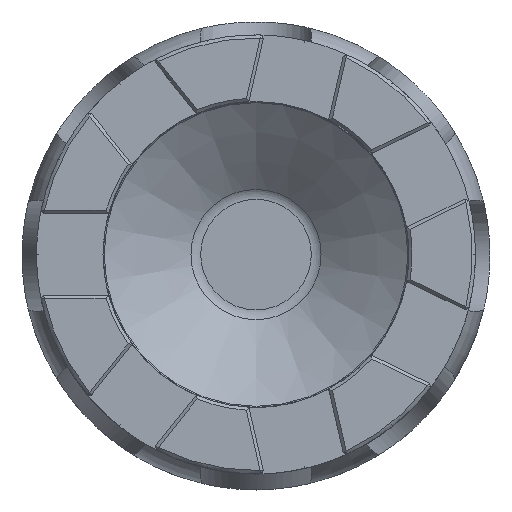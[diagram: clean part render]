
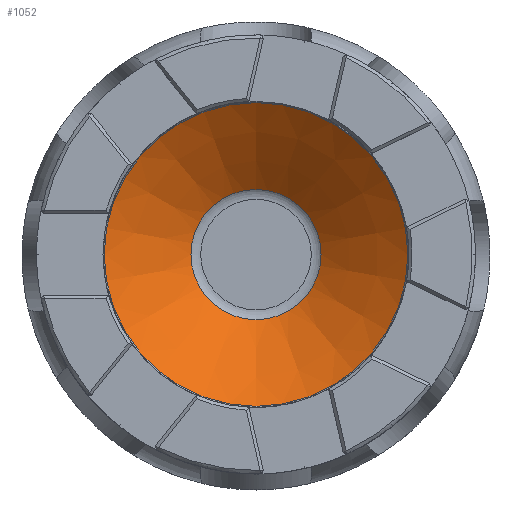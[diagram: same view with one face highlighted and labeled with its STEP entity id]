
A CAD part, top view. The second image highlights one B-rep face of the part: STEP entity #1052.
In plain terms, the highlighted conical face has half-angle 51.628 degrees and reference radius 8.623 mm.
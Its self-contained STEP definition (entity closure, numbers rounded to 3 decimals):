
#33 = TOROIDAL_SURFACE('',#34,12.09,0.254);
#34 = AXIS2_PLACEMENT_3D('',#35,#36,#37);
#35 = CARTESIAN_POINT('',(0.,0.,74.418));
#36 = DIRECTION('',(0.,0.,1.));
#37 = DIRECTION('',(1.,0.,-0.));
#58 = VERTEX_POINT('',#59);
#59 = CARTESIAN_POINT('',(-12.248,0.,
    74.219));
#81 = EDGE_CURVE('',#82,#58,#84,.T.);
#82 = VERTEX_POINT('',#83);
#83 = CARTESIAN_POINT('',(0.,-12.248,
    74.219));
#84 = SURFACE_CURVE('',#85,(#90,#97),.PCURVE_S1.);
#85 = CIRCLE('',#86,12.248);
#86 = AXIS2_PLACEMENT_3D('',#87,#88,#89);
#87 = CARTESIAN_POINT('',(0.,0.,
    74.219));
#88 = DIRECTION('',(0.,0.,-1.));
#89 = DIRECTION('',(0.,1.,0.));
#90 = PCURVE('',#33,#91);
#91 = DEFINITIONAL_REPRESENTATION('',(#92),#96);
#92 = LINE('',#93,#94);
#93 = CARTESIAN_POINT('',(1.571,5.382));
#94 = VECTOR('',#95,1.);
#95 = DIRECTION('',(-1.,0.));
#96 = ( GEOMETRIC_REPRESENTATION_CONTEXT(2) 
PARAMETRIC_REPRESENTATION_CONTEXT() REPRESENTATION_CONTEXT('2D SPACE',''
  ) );
#97 = PCURVE('',#98,#103);
#98 = CONICAL_SURFACE('',#99,8.623,0.901);
#99 = AXIS2_PLACEMENT_3D('',#100,#101,#102);
#100 = CARTESIAN_POINT('',(0.,0.,71.349));
#101 = DIRECTION('',(0.,0.,1.));
#102 = DIRECTION('',(0.,-1.,0.));
#103 = DEFINITIONAL_REPRESENTATION('',(#104),#108);
#104 = LINE('',#105,#106);
#105 = CARTESIAN_POINT('',(3.142,2.87));
#106 = VECTOR('',#107,1.);
#107 = DIRECTION('',(-1.,0.));
#108 = ( GEOMETRIC_REPRESENTATION_CONTEXT(2) 
PARAMETRIC_REPRESENTATION_CONTEXT() REPRESENTATION_CONTEXT('2D SPACE',''
  ) );
#110 = EDGE_CURVE('',#111,#82,#113,.T.);
#111 = VERTEX_POINT('',#112);
#112 = CARTESIAN_POINT('',(0.,12.248,
    74.219));
#113 = SURFACE_CURVE('',#114,(#119,#126),.PCURVE_S1.);
#114 = CIRCLE('',#115,12.248);
#115 = AXIS2_PLACEMENT_3D('',#116,#117,#118);
#116 = CARTESIAN_POINT('',(0.,0.,
    74.219));
#117 = DIRECTION('',(0.,0.,-1.));
#118 = DIRECTION('',(0.,1.,0.));
#119 = PCURVE('',#33,#120);
#120 = DEFINITIONAL_REPRESENTATION('',(#121),#125);
#121 = LINE('',#122,#123);
#122 = CARTESIAN_POINT('',(1.571,5.382));
#123 = VECTOR('',#124,1.);
#124 = DIRECTION('',(-1.,0.));
#125 = ( GEOMETRIC_REPRESENTATION_CONTEXT(2) 
PARAMETRIC_REPRESENTATION_CONTEXT() REPRESENTATION_CONTEXT('2D SPACE',''
  ) );
#126 = PCURVE('',#98,#127);
#127 = DEFINITIONAL_REPRESENTATION('',(#128),#132);
#128 = LINE('',#129,#130);
#129 = CARTESIAN_POINT('',(3.142,2.87));
#130 = VECTOR('',#131,1.);
#131 = DIRECTION('',(-1.,0.));
#132 = ( GEOMETRIC_REPRESENTATION_CONTEXT(2) 
PARAMETRIC_REPRESENTATION_CONTEXT() REPRESENTATION_CONTEXT('2D SPACE',''
  ) );
#134 = EDGE_CURVE('',#58,#111,#135,.T.);
#135 = SURFACE_CURVE('',#136,(#141,#148),.PCURVE_S1.);
#136 = CIRCLE('',#137,12.248);
#137 = AXIS2_PLACEMENT_3D('',#138,#139,#140);
#138 = CARTESIAN_POINT('',(0.,0.,
    74.219));
#139 = DIRECTION('',(0.,0.,-1.));
#140 = DIRECTION('',(0.,1.,0.));
#141 = PCURVE('',#33,#142);
#142 = DEFINITIONAL_REPRESENTATION('',(#143),#147);
#143 = LINE('',#144,#145);
#144 = CARTESIAN_POINT('',(7.854,5.382));
#145 = VECTOR('',#146,1.);
#146 = DIRECTION('',(-1.,0.));
#147 = ( GEOMETRIC_REPRESENTATION_CONTEXT(2) 
PARAMETRIC_REPRESENTATION_CONTEXT() REPRESENTATION_CONTEXT('2D SPACE',''
  ) );
#148 = PCURVE('',#98,#149);
#149 = DEFINITIONAL_REPRESENTATION('',(#150),#154);
#150 = LINE('',#151,#152);
#151 = CARTESIAN_POINT('',(3.142,2.87));
#152 = VECTOR('',#153,1.);
#153 = DIRECTION('',(-1.,0.));
#154 = ( GEOMETRIC_REPRESENTATION_CONTEXT(2) 
PARAMETRIC_REPRESENTATION_CONTEXT() REPRESENTATION_CONTEXT('2D SPACE',''
  ) );
#1052 = ADVANCED_FACE('',(#1053),#98,.F.);
#1053 = FACE_BOUND('',#1054,.F.);
#1054 = EDGE_LOOP('',(#1055,#1056,#1079,#1108,#1132,#1154,#1155,#1156));
#1055 = ORIENTED_EDGE('',*,*,#134,.T.);
#1056 = ORIENTED_EDGE('',*,*,#1057,.T.);
#1057 = EDGE_CURVE('',#111,#1058,#1060,.T.);
#1058 = VERTEX_POINT('',#1059);
#1059 = CARTESIAN_POINT('',(0.,5.249,
    68.677));
#1060 = SEAM_CURVE('',#1061,(#1065,#1072),.PCURVE_S1.);
#1061 = LINE('',#1062,#1063);
#1062 = CARTESIAN_POINT('',(0.,8.623,71.349));
#1063 = VECTOR('',#1064,1.);
#1064 = DIRECTION('',(0.,-0.784,-0.621
    ));
#1065 = PCURVE('',#98,#1066);
#1066 = DEFINITIONAL_REPRESENTATION('',(#1067),#1071);
#1067 = LINE('',#1068,#1069);
#1068 = CARTESIAN_POINT('',(-3.142,0.));
#1069 = VECTOR('',#1070,1.);
#1070 = DIRECTION('',(0.,-1.));
#1071 = ( GEOMETRIC_REPRESENTATION_CONTEXT(2) 
PARAMETRIC_REPRESENTATION_CONTEXT() REPRESENTATION_CONTEXT('2D SPACE',''
  ) );
#1072 = PCURVE('',#98,#1073);
#1073 = DEFINITIONAL_REPRESENTATION('',(#1074),#1078);
#1074 = LINE('',#1075,#1076);
#1075 = CARTESIAN_POINT('',(3.142,0.));
#1076 = VECTOR('',#1077,1.);
#1077 = DIRECTION('',(0.,-1.));
#1078 = ( GEOMETRIC_REPRESENTATION_CONTEXT(2) 
PARAMETRIC_REPRESENTATION_CONTEXT() REPRESENTATION_CONTEXT('2D SPACE',''
  ) );
#1079 = ORIENTED_EDGE('',*,*,#1080,.T.);
#1080 = EDGE_CURVE('',#1058,#1081,#1083,.T.);
#1081 = VERTEX_POINT('',#1082);
#1082 = CARTESIAN_POINT('',(-5.249,0.,
    68.677));
#1083 = SURFACE_CURVE('',#1084,(#1089,#1096),.PCURVE_S1.);
#1084 = CIRCLE('',#1085,5.249);
#1085 = AXIS2_PLACEMENT_3D('',#1086,#1087,#1088);
#1086 = CARTESIAN_POINT('',(0.,0.,
    68.677));
#1087 = DIRECTION('',(0.,0.,1.));
#1088 = DIRECTION('',(0.,1.,0.));
#1089 = PCURVE('',#98,#1090);
#1090 = DEFINITIONAL_REPRESENTATION('',(#1091),#1095);
#1091 = LINE('',#1092,#1093);
#1092 = CARTESIAN_POINT('',(-3.142,-2.672));
#1093 = VECTOR('',#1094,1.);
#1094 = DIRECTION('',(1.,0.));
#1095 = ( GEOMETRIC_REPRESENTATION_CONTEXT(2) 
PARAMETRIC_REPRESENTATION_CONTEXT() REPRESENTATION_CONTEXT('2D SPACE',''
  ) );
#1096 = PCURVE('',#1097,#1102);
#1097 = TOROIDAL_SURFACE('',#1098,4.46,1.27);
#1098 = AXIS2_PLACEMENT_3D('',#1099,#1100,#1101);
#1099 = CARTESIAN_POINT('',(0.,0.,69.672));
#1100 = DIRECTION('',(0.,0.,1.));
#1101 = DIRECTION('',(1.,0.,-0.));
#1102 = DEFINITIONAL_REPRESENTATION('',(#1103),#1107);
#1103 = LINE('',#1104,#1105);
#1104 = CARTESIAN_POINT('',(1.571,5.382));
#1105 = VECTOR('',#1106,1.);
#1106 = DIRECTION('',(1.,0.));
#1107 = ( GEOMETRIC_REPRESENTATION_CONTEXT(2) 
PARAMETRIC_REPRESENTATION_CONTEXT() REPRESENTATION_CONTEXT('2D SPACE',''
  ) );
#1108 = ORIENTED_EDGE('',*,*,#1109,.T.);
#1109 = EDGE_CURVE('',#1081,#1110,#1112,.T.);
#1110 = VERTEX_POINT('',#1111);
#1111 = CARTESIAN_POINT('',(0.,-5.249,
    68.677));
#1112 = SURFACE_CURVE('',#1113,(#1118,#1125),.PCURVE_S1.);
#1113 = CIRCLE('',#1114,5.249);
#1114 = AXIS2_PLACEMENT_3D('',#1115,#1116,#1117);
#1115 = CARTESIAN_POINT('',(0.,0.,
    68.677));
#1116 = DIRECTION('',(0.,0.,1.));
#1117 = DIRECTION('',(0.,1.,0.));
#1118 = PCURVE('',#98,#1119);
#1119 = DEFINITIONAL_REPRESENTATION('',(#1120),#1124);
#1120 = LINE('',#1121,#1122);
#1121 = CARTESIAN_POINT('',(-3.142,-2.672));
#1122 = VECTOR('',#1123,1.);
#1123 = DIRECTION('',(1.,0.));
#1124 = ( GEOMETRIC_REPRESENTATION_CONTEXT(2) 
PARAMETRIC_REPRESENTATION_CONTEXT() REPRESENTATION_CONTEXT('2D SPACE',''
  ) );
#1125 = PCURVE('',#1097,#1126);
#1126 = DEFINITIONAL_REPRESENTATION('',(#1127),#1131);
#1127 = LINE('',#1128,#1129);
#1128 = CARTESIAN_POINT('',(-4.712,5.382));
#1129 = VECTOR('',#1130,1.);
#1130 = DIRECTION('',(1.,0.));
#1131 = ( GEOMETRIC_REPRESENTATION_CONTEXT(2) 
PARAMETRIC_REPRESENTATION_CONTEXT() REPRESENTATION_CONTEXT('2D SPACE',''
  ) );
#1132 = ORIENTED_EDGE('',*,*,#1133,.T.);
#1133 = EDGE_CURVE('',#1110,#1058,#1134,.T.);
#1134 = SURFACE_CURVE('',#1135,(#1140,#1147),.PCURVE_S1.);
#1135 = CIRCLE('',#1136,5.249);
#1136 = AXIS2_PLACEMENT_3D('',#1137,#1138,#1139);
#1137 = CARTESIAN_POINT('',(0.,0.,
    68.677));
#1138 = DIRECTION('',(0.,0.,1.));
#1139 = DIRECTION('',(0.,1.,0.));
#1140 = PCURVE('',#98,#1141);
#1141 = DEFINITIONAL_REPRESENTATION('',(#1142),#1146);
#1142 = LINE('',#1143,#1144);
#1143 = CARTESIAN_POINT('',(-3.142,-2.672));
#1144 = VECTOR('',#1145,1.);
#1145 = DIRECTION('',(1.,0.));
#1146 = ( GEOMETRIC_REPRESENTATION_CONTEXT(2) 
PARAMETRIC_REPRESENTATION_CONTEXT() REPRESENTATION_CONTEXT('2D SPACE',''
  ) );
#1147 = PCURVE('',#1097,#1148);
#1148 = DEFINITIONAL_REPRESENTATION('',(#1149),#1153);
#1149 = LINE('',#1150,#1151);
#1150 = CARTESIAN_POINT('',(-4.712,5.382));
#1151 = VECTOR('',#1152,1.);
#1152 = DIRECTION('',(1.,0.));
#1153 = ( GEOMETRIC_REPRESENTATION_CONTEXT(2) 
PARAMETRIC_REPRESENTATION_CONTEXT() REPRESENTATION_CONTEXT('2D SPACE',''
  ) );
#1154 = ORIENTED_EDGE('',*,*,#1057,.F.);
#1155 = ORIENTED_EDGE('',*,*,#110,.T.);
#1156 = ORIENTED_EDGE('',*,*,#81,.T.);
